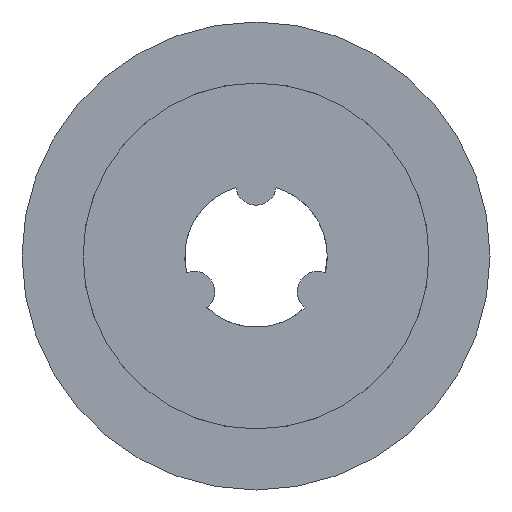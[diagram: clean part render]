
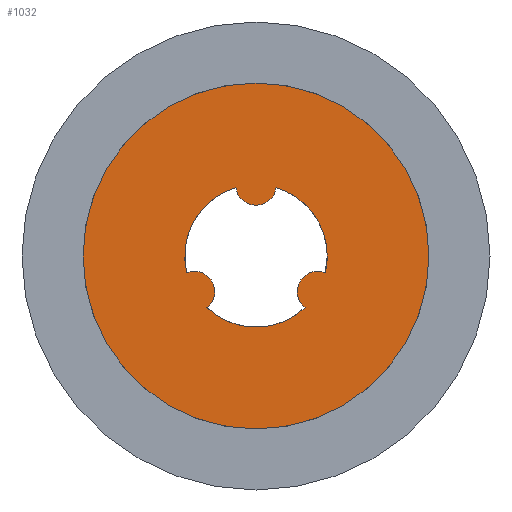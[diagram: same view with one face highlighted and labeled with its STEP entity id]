
A CAD part, front view. The second image highlights one B-rep face of the part: STEP entity #1032.
In plain terms, the highlighted planar face has unit normal (0, -1, 0).
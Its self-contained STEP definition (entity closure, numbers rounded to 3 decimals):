
#16=FACE_BOUND('',#270,.T.);
#21=CIRCLE('',#1065,3.5);
#23=CIRCLE('',#1067,3.5);
#25=CIRCLE('',#1069,3.5);
#27=CIRCLE('',#1071,3.5);
#29=CIRCLE('',#1074,1.);
#31=CIRCLE('',#1078,1.);
#33=CIRCLE('',#1082,1.);
#117=CIRCLE('',#1203,8.5);
#118=CIRCLE('',#1204,8.5);
#119=CIRCLE('',#1205,8.5);
#120=CIRCLE('',#1206,8.5);
#121=CIRCLE('',#1207,8.5);
#122=CIRCLE('',#1208,8.5);
#123=CIRCLE('',#1209,8.5);
#124=CIRCLE('',#1210,8.5);
#125=CIRCLE('',#1211,8.5);
#126=CIRCLE('',#1212,8.5);
#127=CIRCLE('',#1213,8.5);
#128=CIRCLE('',#1214,8.5);
#129=CIRCLE('',#1215,8.5);
#130=CIRCLE('',#1216,8.5);
#131=CIRCLE('',#1217,8.5);
#132=CIRCLE('',#1218,8.5);
#219=FACE_OUTER_BOUND('',#269,.T.);
#269=EDGE_LOOP('',(#881,#882,#883,#884,#885,#886,#887,#888,#889,#890,#891,
#892,#893,#894,#895,#896));
#270=EDGE_LOOP('',(#897,#898,#899,#900,#901,#902,#903));
#384=VERTEX_POINT('',#1632);
#385=VERTEX_POINT('',#1634);
#388=VERTEX_POINT('',#1640);
#389=VERTEX_POINT('',#1642);
#392=VERTEX_POINT('',#1648);
#393=VERTEX_POINT('',#1650);
#396=VERTEX_POINT('',#1656);
#429=VERTEX_POINT('',#1742);
#433=VERTEX_POINT('',#1754);
#436=VERTEX_POINT('',#1764);
#439=VERTEX_POINT('',#1774);
#442=VERTEX_POINT('',#1784);
#445=VERTEX_POINT('',#1794);
#448=VERTEX_POINT('',#1804);
#451=VERTEX_POINT('',#1814);
#454=VERTEX_POINT('',#1824);
#457=VERTEX_POINT('',#1834);
#460=VERTEX_POINT('',#1844);
#463=VERTEX_POINT('',#1854);
#466=VERTEX_POINT('',#1864);
#469=VERTEX_POINT('',#1874);
#472=VERTEX_POINT('',#1884);
#475=VERTEX_POINT('',#1894);
#491=EDGE_CURVE('',#385,#384,#21,.T.);
#495=EDGE_CURVE('',#389,#388,#23,.T.);
#499=EDGE_CURVE('',#393,#392,#25,.T.);
#503=EDGE_CURVE('',#384,#396,#27,.T.);
#505=EDGE_CURVE('',#388,#385,#29,.T.);
#507=EDGE_CURVE('',#396,#393,#31,.T.);
#509=EDGE_CURVE('',#392,#389,#33,.T.);
#625=EDGE_CURVE('',#429,#433,#117,.T.);
#626=EDGE_CURVE('',#433,#436,#118,.T.);
#627=EDGE_CURVE('',#436,#439,#119,.T.);
#628=EDGE_CURVE('',#439,#442,#120,.T.);
#629=EDGE_CURVE('',#442,#445,#121,.T.);
#630=EDGE_CURVE('',#445,#448,#122,.T.);
#631=EDGE_CURVE('',#448,#451,#123,.T.);
#632=EDGE_CURVE('',#451,#454,#124,.T.);
#633=EDGE_CURVE('',#454,#457,#125,.T.);
#634=EDGE_CURVE('',#457,#460,#126,.T.);
#635=EDGE_CURVE('',#460,#463,#127,.T.);
#636=EDGE_CURVE('',#463,#466,#128,.T.);
#637=EDGE_CURVE('',#466,#469,#129,.T.);
#638=EDGE_CURVE('',#469,#472,#130,.T.);
#639=EDGE_CURVE('',#472,#475,#131,.T.);
#640=EDGE_CURVE('',#475,#429,#132,.T.);
#881=ORIENTED_EDGE('',*,*,#625,.T.);
#882=ORIENTED_EDGE('',*,*,#626,.T.);
#883=ORIENTED_EDGE('',*,*,#627,.T.);
#884=ORIENTED_EDGE('',*,*,#628,.T.);
#885=ORIENTED_EDGE('',*,*,#629,.T.);
#886=ORIENTED_EDGE('',*,*,#630,.T.);
#887=ORIENTED_EDGE('',*,*,#631,.T.);
#888=ORIENTED_EDGE('',*,*,#632,.T.);
#889=ORIENTED_EDGE('',*,*,#633,.T.);
#890=ORIENTED_EDGE('',*,*,#634,.T.);
#891=ORIENTED_EDGE('',*,*,#635,.T.);
#892=ORIENTED_EDGE('',*,*,#636,.T.);
#893=ORIENTED_EDGE('',*,*,#637,.T.);
#894=ORIENTED_EDGE('',*,*,#638,.T.);
#895=ORIENTED_EDGE('',*,*,#639,.T.);
#896=ORIENTED_EDGE('',*,*,#640,.T.);
#897=ORIENTED_EDGE('',*,*,#495,.T.);
#898=ORIENTED_EDGE('',*,*,#505,.T.);
#899=ORIENTED_EDGE('',*,*,#491,.T.);
#900=ORIENTED_EDGE('',*,*,#503,.T.);
#901=ORIENTED_EDGE('',*,*,#507,.T.);
#902=ORIENTED_EDGE('',*,*,#499,.T.);
#903=ORIENTED_EDGE('',*,*,#509,.T.);
#985=PLANE('',#1202);
#1032=ADVANCED_FACE('',(#219,#16),#985,.F.);
#1065=AXIS2_PLACEMENT_3D('',#1635,#1247,#1248);
#1067=AXIS2_PLACEMENT_3D('',#1643,#1253,#1254);
#1069=AXIS2_PLACEMENT_3D('',#1651,#1259,#1260);
#1071=AXIS2_PLACEMENT_3D('',#1658,#1265,#1266);
#1074=AXIS2_PLACEMENT_3D('',#1661,#1271,#1272);
#1078=AXIS2_PLACEMENT_3D('',#1665,#1279,#1280);
#1082=AXIS2_PLACEMENT_3D('',#1669,#1287,#1288);
#1202=AXIS2_PLACEMENT_3D('',#1901,#1559,#1560);
#1203=AXIS2_PLACEMENT_3D('',#1902,#1561,#1562);
#1204=AXIS2_PLACEMENT_3D('',#1903,#1563,#1564);
#1205=AXIS2_PLACEMENT_3D('',#1904,#1565,#1566);
#1206=AXIS2_PLACEMENT_3D('',#1905,#1567,#1568);
#1207=AXIS2_PLACEMENT_3D('',#1906,#1569,#1570);
#1208=AXIS2_PLACEMENT_3D('',#1907,#1571,#1572);
#1209=AXIS2_PLACEMENT_3D('',#1908,#1573,#1574);
#1210=AXIS2_PLACEMENT_3D('',#1909,#1575,#1576);
#1211=AXIS2_PLACEMENT_3D('',#1910,#1577,#1578);
#1212=AXIS2_PLACEMENT_3D('',#1911,#1579,#1580);
#1213=AXIS2_PLACEMENT_3D('',#1912,#1581,#1582);
#1214=AXIS2_PLACEMENT_3D('',#1913,#1583,#1584);
#1215=AXIS2_PLACEMENT_3D('',#1914,#1585,#1586);
#1216=AXIS2_PLACEMENT_3D('',#1915,#1587,#1588);
#1217=AXIS2_PLACEMENT_3D('',#1916,#1589,#1590);
#1218=AXIS2_PLACEMENT_3D('',#1917,#1591,#1592);
#1247=DIRECTION('center_axis',(0.,1.,0.));
#1248=DIRECTION('ref_axis',(1.,0.,0.));
#1253=DIRECTION('center_axis',(0.,1.,0.));
#1254=DIRECTION('ref_axis',(1.,0.,0.));
#1259=DIRECTION('center_axis',(0.,1.,0.));
#1260=DIRECTION('ref_axis',(1.,0.,0.));
#1265=DIRECTION('center_axis',(0.,1.,0.));
#1266=DIRECTION('ref_axis',(1.,0.,0.));
#1271=DIRECTION('center_axis',(0.,-1.,0.));
#1272=DIRECTION('ref_axis',(1.,0.,0.));
#1279=DIRECTION('center_axis',(0.,-1.,0.));
#1280=DIRECTION('ref_axis',(1.,0.,0.));
#1287=DIRECTION('center_axis',(0.,-1.,0.));
#1288=DIRECTION('ref_axis',(1.,0.,0.));
#1559=DIRECTION('center_axis',(0.,1.,0.));
#1560=DIRECTION('ref_axis',(0.,0.,1.));
#1561=DIRECTION('center_axis',(0.,-1.,0.));
#1562=DIRECTION('ref_axis',(1.,0.,0.));
#1563=DIRECTION('center_axis',(0.,-1.,0.));
#1564=DIRECTION('ref_axis',(1.,0.,0.));
#1565=DIRECTION('center_axis',(0.,-1.,0.));
#1566=DIRECTION('ref_axis',(1.,0.,0.));
#1567=DIRECTION('center_axis',(0.,-1.,0.));
#1568=DIRECTION('ref_axis',(1.,0.,0.));
#1569=DIRECTION('center_axis',(0.,-1.,0.));
#1570=DIRECTION('ref_axis',(1.,0.,0.));
#1571=DIRECTION('center_axis',(0.,-1.,0.));
#1572=DIRECTION('ref_axis',(1.,0.,0.));
#1573=DIRECTION('center_axis',(0.,-1.,0.));
#1574=DIRECTION('ref_axis',(1.,0.,0.));
#1575=DIRECTION('center_axis',(0.,-1.,0.));
#1576=DIRECTION('ref_axis',(1.,0.,0.));
#1577=DIRECTION('center_axis',(0.,-1.,0.));
#1578=DIRECTION('ref_axis',(1.,0.,0.));
#1579=DIRECTION('center_axis',(0.,-1.,0.));
#1580=DIRECTION('ref_axis',(1.,0.,0.));
#1581=DIRECTION('center_axis',(0.,-1.,0.));
#1582=DIRECTION('ref_axis',(1.,0.,0.));
#1583=DIRECTION('center_axis',(0.,-1.,0.));
#1584=DIRECTION('ref_axis',(1.,0.,0.));
#1585=DIRECTION('center_axis',(0.,-1.,0.));
#1586=DIRECTION('ref_axis',(1.,0.,0.));
#1587=DIRECTION('center_axis',(0.,-1.,0.));
#1588=DIRECTION('ref_axis',(1.,0.,0.));
#1589=DIRECTION('center_axis',(0.,-1.,0.));
#1590=DIRECTION('ref_axis',(1.,0.,0.));
#1591=DIRECTION('center_axis',(0.,-1.,0.));
#1592=DIRECTION('ref_axis',(1.,0.,0.));
#1632=CARTESIAN_POINT('',(3.5,3.,0.));
#1634=CARTESIAN_POINT('',(0.99,3.,3.357));
#1635=CARTESIAN_POINT('Origin',(0.,3.,0.));
#1640=CARTESIAN_POINT('',(-0.99,3.,3.357));
#1642=CARTESIAN_POINT('',(-3.402,3.,-0.821));
#1643=CARTESIAN_POINT('Origin',(0.,3.,0.));
#1648=CARTESIAN_POINT('',(-2.412,3.,-2.536));
#1650=CARTESIAN_POINT('',(2.412,3.,-2.536));
#1651=CARTESIAN_POINT('Origin',(0.,3.,0.));
#1656=CARTESIAN_POINT('',(3.402,3.,-0.821));
#1658=CARTESIAN_POINT('Origin',(0.,3.,0.));
#1661=CARTESIAN_POINT('Origin',(0.,3.,3.5));
#1665=CARTESIAN_POINT('Origin',(3.031,3.,-1.75));
#1669=CARTESIAN_POINT('Origin',(-3.031,3.,-1.75));
#1742=CARTESIAN_POINT('',(-7.853,3.,-3.253));
#1754=CARTESIAN_POINT('',(-6.01,3.,-6.01));
#1764=CARTESIAN_POINT('',(-3.253,3.,-7.853));
#1774=CARTESIAN_POINT('',(0.,3.,-8.5));
#1784=CARTESIAN_POINT('',(3.253,3.,-7.853));
#1794=CARTESIAN_POINT('',(6.01,3.,-6.01));
#1804=CARTESIAN_POINT('',(7.853,3.,-3.253));
#1814=CARTESIAN_POINT('',(8.5,3.,0.));
#1824=CARTESIAN_POINT('',(7.853,3.,3.253));
#1834=CARTESIAN_POINT('',(6.01,3.,6.01));
#1844=CARTESIAN_POINT('',(3.253,3.,7.853));
#1854=CARTESIAN_POINT('',(0.,3.,8.5));
#1864=CARTESIAN_POINT('',(-3.253,3.,7.853));
#1874=CARTESIAN_POINT('',(-6.01,3.,6.01));
#1884=CARTESIAN_POINT('',(-7.853,3.,3.253));
#1894=CARTESIAN_POINT('',(-8.5,3.,0.));
#1901=CARTESIAN_POINT('Origin',(0.,3.,0.));
#1902=CARTESIAN_POINT('Origin',(0.,3.,0.));
#1903=CARTESIAN_POINT('Origin',(0.,3.,0.));
#1904=CARTESIAN_POINT('Origin',(0.,3.,0.));
#1905=CARTESIAN_POINT('Origin',(0.,3.,0.));
#1906=CARTESIAN_POINT('Origin',(0.,3.,0.));
#1907=CARTESIAN_POINT('Origin',(0.,3.,0.));
#1908=CARTESIAN_POINT('Origin',(0.,3.,0.));
#1909=CARTESIAN_POINT('Origin',(0.,3.,0.));
#1910=CARTESIAN_POINT('Origin',(0.,3.,0.));
#1911=CARTESIAN_POINT('Origin',(0.,3.,0.));
#1912=CARTESIAN_POINT('Origin',(0.,3.,0.));
#1913=CARTESIAN_POINT('Origin',(0.,3.,0.));
#1914=CARTESIAN_POINT('Origin',(0.,3.,0.));
#1915=CARTESIAN_POINT('Origin',(0.,3.,0.));
#1916=CARTESIAN_POINT('Origin',(0.,3.,0.));
#1917=CARTESIAN_POINT('Origin',(0.,3.,0.));
